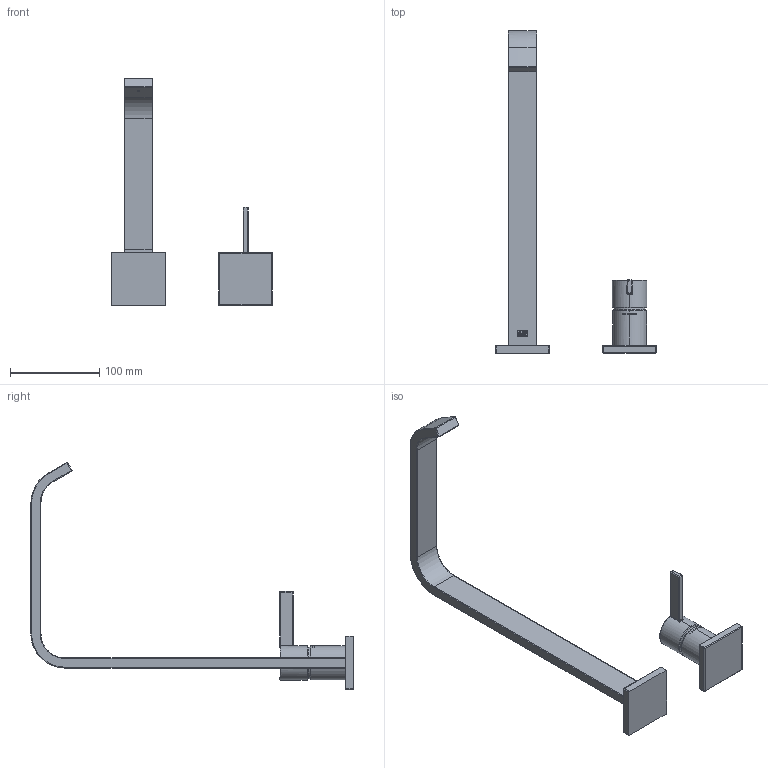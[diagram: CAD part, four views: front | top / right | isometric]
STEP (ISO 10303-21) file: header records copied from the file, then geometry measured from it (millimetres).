
FILE_DESCRIPTION (( 'STEP AP214' ), '1' );
FILE_NAME ('29218671ff_PM.STEP', '2023-11-20T09:53:51', ( '' ), ( '' ), 'SwSTEP 2.0', 'SolidWorks 2023', '' );
FILE_SCHEMA (( 'AUTOMOTIVE_DESIGN' ));
Length unit declared in the file: millimetre
Products named in the file (7): Planungsmodell_Auslauf-+-09282241490_K2_225x361x32; Planungsmodell_Haube-+-09283002690_K1_36; Planungsmodell_Rosette-+-09276701990_K1_60x60; 29218671ff_PM; Hebel-+-09206702721_K1_39x31; Planungsmodell_Rosette-+-09277803290_K1_60x60; Planungsmodell_Koerper-+-09300112390_K1_38x52.5
Assembly tree (6 placements, depth 2):
  29218671ff_PM
    Planungsmodell_Rosette-+-09276701990_K1_60x60
    Hebel-+-09206702721_K1_39x31
    Planungsmodell_Koerper-+-09300112390_K1_38x52.5
    Planungsmodell_Haube-+-09283002690_K1_36
    Planungsmodell_Auslauf-+-09282241490_K2_225x361x32
    Planungsmodell_Rosette-+-09277803290_K1_60x60
Bounding box: 180 x 360.99 x 254.66 mm (x, y, z)
Volume: 363792.9 mm3; surface area: 86821.1 mm2
Topology: 6 solids, 9 shells, 322 faces, 765 edges, 465 vertices
Faces by surface type: plane 151, cylinder 77, bspline 51, torus 24, sphere 17, cone 2
Entity records: 10518 total; most frequent: CARTESIAN_POINT 3291, ORIENTED_EDGE 1494, DIRECTION 1366, EDGE_CURVE 747, AXIS2_PLACEMENT_3D 463, VERTEX_POINT 463, LINE 440, VECTOR 440
